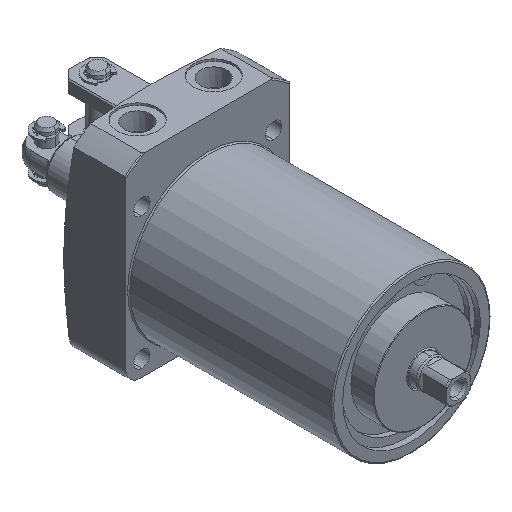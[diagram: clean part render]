
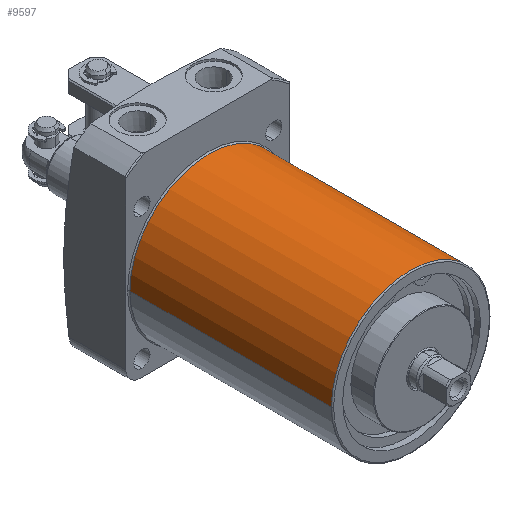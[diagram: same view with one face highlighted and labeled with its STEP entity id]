
A CAD part, isometric view. The second image highlights one B-rep face of the part: STEP entity #9597.
In plain terms, the highlighted cylindrical face has radius 27 mm (diameter 54 mm), a partial arc.
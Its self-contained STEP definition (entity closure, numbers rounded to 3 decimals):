
#27 = AXIS2_PLACEMENT_3D ( 'NONE', #2514, #2515, #2516 ) ;
#28 = VECTOR ( 'NONE', #2511, 1000. ) ;
#29 = AXIS2_PLACEMENT_3D ( 'NONE', #2508, #2512, #2513 ) ;
#1008 = VERTEX_POINT ( 'NONE', #9058 ) ;
#1009 = VERTEX_POINT ( 'NONE', #9059 ) ;
#1010 = VERTEX_POINT ( 'NONE', #9060 ) ;
#1011 = VERTEX_POINT ( 'NONE', #9061 ) ;
#1753 = EDGE_LOOP ( 'NONE', ( #3469, #7153, #7152, #7154 ) ) ;
#2508 = CARTESIAN_POINT ( 'NONE',  ( 0., -24.3, 0. ) ) ;
#2509 = LINE ( 'NONE', #2510, #28 ) ;
#2510 = CARTESIAN_POINT ( 'NONE',  ( -27., 0., 0. ) ) ;
#2511 = DIRECTION ( 'NONE',  ( 0., 1., 0. ) ) ;
#2512 = DIRECTION ( 'NONE',  ( 0., 1., 0. ) ) ;
#2513 = DIRECTION ( 'NONE',  ( -1., 0., 0. ) ) ;
#2514 = CARTESIAN_POINT ( 'NONE',  ( 0., -93., 0. ) ) ;
#2515 = DIRECTION ( 'NONE',  ( 0., 1., 0. ) ) ;
#2516 = DIRECTION ( 'NONE',  ( -1., 0., 0. ) ) ;
#2796 = FACE_OUTER_BOUND ( 'NONE', #1753, .T. ) ;
#2799 = AXIS2_PLACEMENT_3D ( 'NONE', #8316, #8317, #8318 ) ;
#2800 = CYLINDRICAL_SURFACE ( 'NONE', #2799, 27. ) ;
#2897 = VECTOR ( 'NONE', #8589, 1000. ) ;
#3469 = ORIENTED_EDGE ( 'NONE', *, *, #9360, .T. ) ;
#4977 = CIRCLE ( 'NONE', #29, 27. ) ;
#4978 = CIRCLE ( 'NONE', #27, 27. ) ;
#7152 = ORIENTED_EDGE ( 'NONE', *, *, #9359, .F. ) ;
#7153 = ORIENTED_EDGE ( 'NONE', *, *, #9796, .T. ) ;
#7154 = ORIENTED_EDGE ( 'NONE', *, *, #9358, .F. ) ;
#8316 = CARTESIAN_POINT ( 'NONE',  ( 0., 0., 0. ) ) ;
#8317 = DIRECTION ( 'NONE',  ( 0., 1., 0. ) ) ;
#8318 = DIRECTION ( 'NONE',  ( -1., 0., 0. ) ) ;
#8587 = LINE ( 'NONE', #8588, #2897 ) ;
#8588 = CARTESIAN_POINT ( 'NONE',  ( 27., 0., 0. ) ) ;
#8589 = DIRECTION ( 'NONE',  ( 0., 1., 0. ) ) ;
#9058 = CARTESIAN_POINT ( 'NONE',  ( 27., -24.3, 0. ) ) ;
#9059 = CARTESIAN_POINT ( 'NONE',  ( -27., -24.3, 0. ) ) ;
#9060 = CARTESIAN_POINT ( 'NONE',  ( -27., -93., 0. ) ) ;
#9061 = CARTESIAN_POINT ( 'NONE',  ( 27., -93., 0. ) ) ;
#9358 = EDGE_CURVE ( 'NONE', #1010, #1009, #2509, .T. ) ;
#9359 = EDGE_CURVE ( 'NONE', #1009, #1008, #4977, .T. ) ;
#9360 = EDGE_CURVE ( 'NONE', #1010, #1011, #4978, .T. ) ;
#9597 = ADVANCED_FACE ( 'NONE', ( #2796 ), #2800, .T. ) ;
#9796 = EDGE_CURVE ( 'NONE', #1011, #1008, #8587, .T. ) ;
